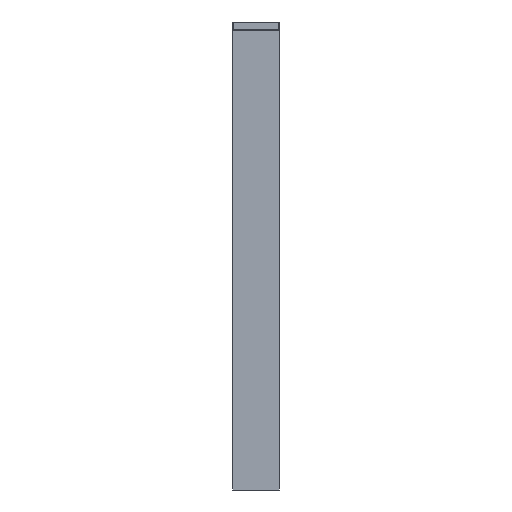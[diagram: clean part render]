
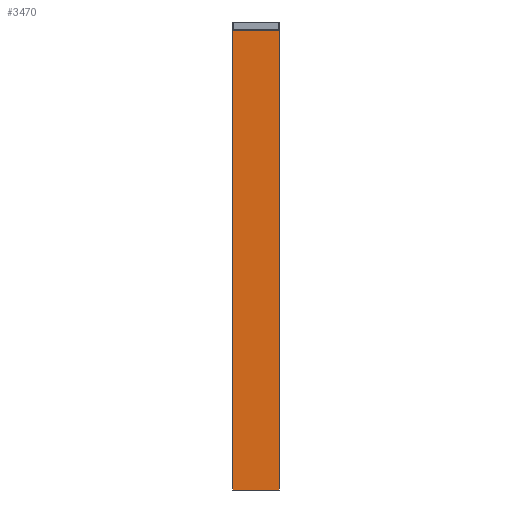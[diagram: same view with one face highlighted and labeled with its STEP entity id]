
A CAD part, front view. The second image highlights one B-rep face of the part: STEP entity #3470.
In plain terms, the highlighted planar face has unit normal (0, -1, 0).
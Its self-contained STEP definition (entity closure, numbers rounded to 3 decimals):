
#143 = CARTESIAN_POINT ( 'NONE',  ( 0., 0., 3050. ) ) ;
#149 = DIRECTION ( 'NONE',  ( 1., 0., 0. ) ) ;
#167 = CARTESIAN_POINT ( 'NONE',  ( 149.295, 0., 2994.189 ) ) ;
#205 = CARTESIAN_POINT ( 'NONE',  ( 148.374, 0., 2994.736 ) ) ;
#239 = CARTESIAN_POINT ( 'NONE',  ( -150., 0., 2993.848 ) ) ;
#254 = EDGE_CURVE ( 'NONE', #739, #2611, #1110, .T. ) ;
#411 = DIRECTION ( 'NONE',  ( 0., 0., -1. ) ) ;
#454 = EDGE_CURVE ( 'NONE', #739, #1375, #1951, .T. ) ;
#456 = VERTEX_POINT ( 'NONE', #239 ) ;
#494 = VERTEX_POINT ( 'NONE', #1570 ) ;
#502 = VECTOR ( 'NONE', #1924, 1000. ) ;
#537 = ORIENTED_EDGE ( 'NONE', *, *, #2838, .T. ) ;
#596 = CARTESIAN_POINT ( 'NONE',  ( -149.649, 0., 2994.021 ) ) ;
#656 = CARTESIAN_POINT ( 'NONE',  ( 0., 0., 0. ) ) ;
#658 = EDGE_CURVE ( 'NONE', #2611, #456, #805, .T. ) ;
#660 = DIRECTION ( 'NONE',  ( -1., 0., 0. ) ) ;
#686 = DIRECTION ( 'NONE',  ( 0., 1., 0. ) ) ;
#716 = ORIENTED_EDGE ( 'NONE', *, *, #658, .T. ) ;
#739 = VERTEX_POINT ( 'NONE', #2266 ) ;
#740 = CARTESIAN_POINT ( 'NONE',  ( 148., 0., 2995.055 ) ) ;
#741 = EDGE_CURVE ( 'NONE', #1375, #3288, #1999, .T. ) ;
#805 = B_SPLINE_CURVE_WITH_KNOTS ( 'NONE', 3,
 ( #1487, #1428, #1209, #3065, #1125, #1978, #2224, #2797, #596, #2244 ),
 .UNSPECIFIED., .F., .F.,
 ( 4, 2, 2, 2, 4 ),
 ( 0., 0., 0.001, 0.001, 0.002 ),
 .UNSPECIFIED. ) ;
#853 = CARTESIAN_POINT ( 'NONE',  ( -150., 0., 0. ) ) ;
#863 = ORIENTED_EDGE ( 'NONE', *, *, #2690, .T. ) ;
#1015 = ORIENTED_EDGE ( 'NONE', *, *, #454, .F. ) ;
#1090 = CARTESIAN_POINT ( 'NONE',  ( -150., 0., 3050. ) ) ;
#1110 = LINE ( 'NONE', #2955, #502 ) ;
#1125 = CARTESIAN_POINT ( 'NONE',  ( -148.374, 0., 2994.736 ) ) ;
#1127 = LINE ( 'NONE', #1090, #1476 ) ;
#1189 = DIRECTION ( 'NONE',  ( 1., 0., 0. ) ) ;
#1209 = CARTESIAN_POINT ( 'NONE',  ( -148.144, 0., 2994.919 ) ) ;
#1225 = CARTESIAN_POINT ( 'NONE',  ( 148., 0., 0. ) ) ;
#1243 = VERTEX_POINT ( 'NONE', #2647 ) ;
#1263 = CARTESIAN_POINT ( 'NONE',  ( 148.069, 0., 2994.986 ) ) ;
#1271 = CARTESIAN_POINT ( 'NONE',  ( 150., 0., 0. ) ) ;
#1375 = VERTEX_POINT ( 'NONE', #3190 ) ;
#1428 = CARTESIAN_POINT ( 'NONE',  ( -148.069, 0., 2994.986 ) ) ;
#1441 = FACE_OUTER_BOUND ( 'NONE', #1731, .T. ) ;
#1476 = VECTOR ( 'NONE', #2472, 1000. ) ;
#1487 = CARTESIAN_POINT ( 'NONE',  ( -148., 0., 2995.055 ) ) ;
#1494 = CARTESIAN_POINT ( 'NONE',  ( 0., 0., 0. ) ) ;
#1570 = CARTESIAN_POINT ( 'NONE',  ( 148., 0., 0. ) ) ;
#1641 = EDGE_CURVE ( 'NONE', #1243, #3108, #1987, .T. ) ;
#1731 = EDGE_LOOP ( 'NONE', ( #537, #2825, #3314, #1015, #2270, #716, #863, #2776 ) ) ;
#1752 = LINE ( 'NONE', #1225, #3447 ) ;
#1783 = LINE ( 'NONE', #656, #2377 ) ;
#1819 = CARTESIAN_POINT ( 'NONE',  ( 148.144, 0., 2994.919 ) ) ;
#1924 = DIRECTION ( 'NONE',  ( -1., 0., 0. ) ) ;
#1951 = B_SPLINE_CURVE_WITH_KNOTS ( 'NONE', 3,
 ( #740, #1263, #1819, #2369, #205, #3398, #2605, #167, #2352, #2871 ),
 .UNSPECIFIED., .F., .F.,
 ( 4, 2, 2, 2, 4 ),
 ( 0., 0., 0.001, 0.001, 0.002 ),
 .UNSPECIFIED. ) ;
#1978 = CARTESIAN_POINT ( 'NONE',  ( -148.614, 0., 2994.57 ) ) ;
#1987 = LINE ( 'NONE', #1494, #3323 ) ;
#1999 = LINE ( 'NONE', #3082, #3158 ) ;
#2011 = DIRECTION ( 'NONE',  ( -1., 0., 0. ) ) ;
#2224 = CARTESIAN_POINT ( 'NONE',  ( -148.782, 0., 2994.471 ) ) ;
#2244 = CARTESIAN_POINT ( 'NONE',  ( -150., 0., 2993.848 ) ) ;
#2266 = CARTESIAN_POINT ( 'NONE',  ( 148., 0., 2995.055 ) ) ;
#2270 = ORIENTED_EDGE ( 'NONE', *, *, #254, .T. ) ;
#2296 = PLANE ( 'NONE',  #2379 ) ;
#2352 = CARTESIAN_POINT ( 'NONE',  ( 149.649, 0., 2994.021 ) ) ;
#2369 = CARTESIAN_POINT ( 'NONE',  ( 148.295, 0., 2994.794 ) ) ;
#2377 = VECTOR ( 'NONE', #1189, 1000. ) ;
#2379 = AXIS2_PLACEMENT_3D ( 'NONE', #143, #686, #2011 ) ;
#2472 = DIRECTION ( 'NONE',  ( 0., 0., -1. ) ) ;
#2605 = CARTESIAN_POINT ( 'NONE',  ( 148.782, 0., 2994.471 ) ) ;
#2611 = VERTEX_POINT ( 'NONE', #3455 ) ;
#2647 = CARTESIAN_POINT ( 'NONE',  ( -148., 0., 0. ) ) ;
#2690 = EDGE_CURVE ( 'NONE', #456, #3108, #1127, .T. ) ;
#2776 = ORIENTED_EDGE ( 'NONE', *, *, #1641, .F. ) ;
#2797 = CARTESIAN_POINT ( 'NONE',  ( -149.295, 0., 2994.189 ) ) ;
#2825 = ORIENTED_EDGE ( 'NONE', *, *, #2873, .T. ) ;
#2838 = EDGE_CURVE ( 'NONE', #1243, #494, #1783, .T. ) ;
#2871 = CARTESIAN_POINT ( 'NONE',  ( 150., 0., 2993.848 ) ) ;
#2873 = EDGE_CURVE ( 'NONE', #494, #3288, #1752, .T. ) ;
#2955 = CARTESIAN_POINT ( 'NONE',  ( 149., 0., 2995.055 ) ) ;
#3065 = CARTESIAN_POINT ( 'NONE',  ( -148.295, 0., 2994.794 ) ) ;
#3082 = CARTESIAN_POINT ( 'NONE',  ( 150., 0., 3050. ) ) ;
#3108 = VERTEX_POINT ( 'NONE', #853 ) ;
#3158 = VECTOR ( 'NONE', #411, 1000. ) ;
#3190 = CARTESIAN_POINT ( 'NONE',  ( 150., 0., 2993.848 ) ) ;
#3288 = VERTEX_POINT ( 'NONE', #1271 ) ;
#3314 = ORIENTED_EDGE ( 'NONE', *, *, #741, .F. ) ;
#3323 = VECTOR ( 'NONE', #660, 1000. ) ;
#3398 = CARTESIAN_POINT ( 'NONE',  ( 148.614, 0., 2994.57 ) ) ;
#3447 = VECTOR ( 'NONE', #149, 1000. ) ;
#3455 = CARTESIAN_POINT ( 'NONE',  ( -148., 0., 2995.055 ) ) ;
#3470 = ADVANCED_FACE ( 'NONE', ( #1441 ), #2296, .F. ) ;
